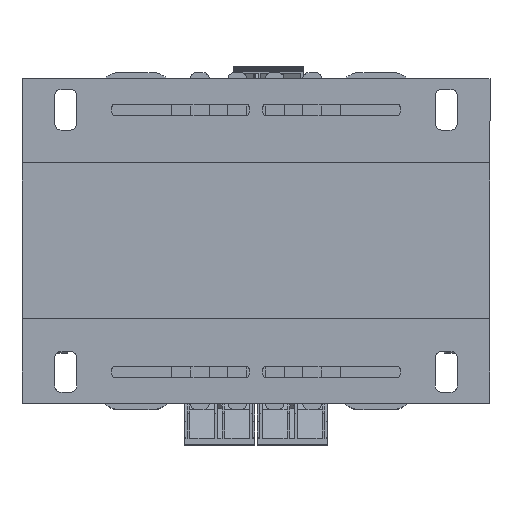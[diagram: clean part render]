
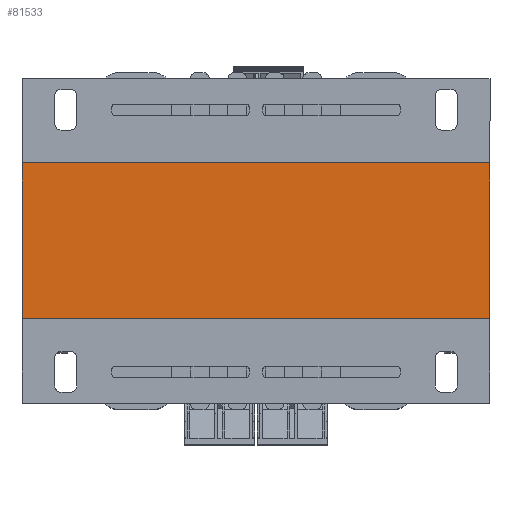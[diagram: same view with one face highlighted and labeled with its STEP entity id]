
A CAD part, top view. The second image highlights one B-rep face of the part: STEP entity #81533.
In plain terms, the highlighted planar face has unit normal (0, 0, 1).
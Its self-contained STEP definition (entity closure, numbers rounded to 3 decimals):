
#4958=FACE_OUTER_BOUND('',#9217,.T.);
#9217=EDGE_LOOP('',(#54243,#54244,#54245,#54246));
#13654=LINE('',#113029,#24070);
#13676=LINE('',#113081,#24092);
#13679=LINE('',#113087,#24095);
#13680=LINE('',#113088,#24096);
#24070=VECTOR('',#91576,10.);
#24092=VECTOR('',#91616,1.);
#24095=VECTOR('',#91621,1.);
#24096=VECTOR('',#91622,1.);
#34486=VERTEX_POINT('',#113027);
#34487=VERTEX_POINT('',#113028);
#34508=VERTEX_POINT('',#113080);
#34510=VERTEX_POINT('',#113086);
#42265=EDGE_CURVE('',#34486,#34487,#13654,.T.);
#42291=EDGE_CURVE('',#34487,#34508,#13676,.T.);
#42294=EDGE_CURVE('',#34486,#34510,#13679,.T.);
#42295=EDGE_CURVE('',#34510,#34508,#13680,.T.);
#54243=ORIENTED_EDGE('',*,*,#42265,.F.);
#54244=ORIENTED_EDGE('',*,*,#42294,.T.);
#54245=ORIENTED_EDGE('',*,*,#42295,.T.);
#54246=ORIENTED_EDGE('',*,*,#42291,.F.);
#78097=PLANE('',#86063);
#81533=ADVANCED_FACE('',(#4958),#78097,.T.);
#86063=AXIS2_PLACEMENT_3D('',#113085,#91619,#91620);
#91576=DIRECTION('',(1.,0.,0.));
#91616=DIRECTION('',(0.,-1.,0.));
#91619=DIRECTION('center_axis',(0.,0.,1.));
#91620=DIRECTION('ref_axis',(0.,-1.,0.));
#91621=DIRECTION('',(0.,-1.,0.));
#91622=DIRECTION('',(1.,0.,0.));
#113027=CARTESIAN_POINT('',(615.285,-284.691,87.5));
#113028=CARTESIAN_POINT('',(765.285,-284.691,87.5));
#113029=CARTESIAN_POINT('',(652.785,-284.691,87.5));
#113080=CARTESIAN_POINT('',(765.285,-334.691,87.5));
#113081=CARTESIAN_POINT('',(765.285,-234.691,87.5));
#113085=CARTESIAN_POINT('Origin',(615.285,-234.691,87.5));
#113086=CARTESIAN_POINT('',(615.285,-334.691,87.5));
#113087=CARTESIAN_POINT('',(615.285,-234.691,87.5));
#113088=CARTESIAN_POINT('',(765.285,-334.691,87.5));
